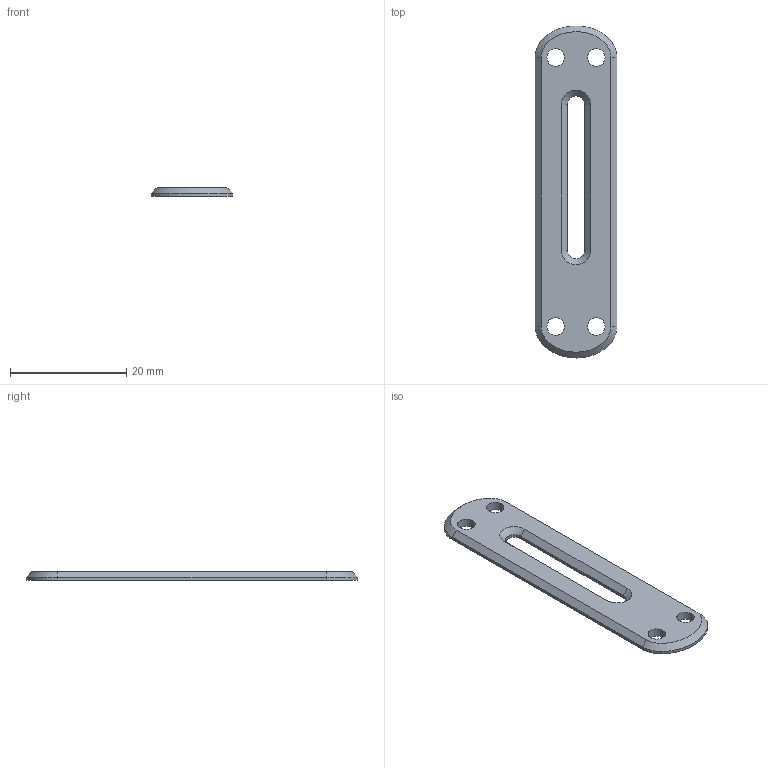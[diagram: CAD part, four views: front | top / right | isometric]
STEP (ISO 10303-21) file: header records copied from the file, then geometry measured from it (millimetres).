
FILE_DESCRIPTION (( 'STEP AP214' ), '1' );
FILE_NAME ('victorinox_58mm_scale_chamfer.STEP', '2022-02-15T15:29:59', ( '' ), ( '' ), 'SwSTEP 2.0', 'SolidWorks 2021', '' );
FILE_SCHEMA (( 'AUTOMOTIVE_DESIGN' ));
Length unit declared in the file: millimetre
Products named in the file (1): victorinox_58mm_scale_chamfer
Bounding box: 14 x 57 x 1.5 mm (x, y, z)
Volume: 887.2 mm3; surface area: 1541.4 mm2
Topology: 1 solids, 1 shells, 26 faces, 64 edges, 40 vertices
Faces by surface type: cylinder 10, plane 10, bspline 4, cone 2
Entity records: 1486 total; most frequent: CARTESIAN_POINT 835, ORIENTED_EDGE 128, DIRECTION 122, EDGE_CURVE 64, AXIS2_PLACEMENT_3D 45, VERTEX_POINT 40, EDGE_LOOP 36, VECTOR 32
